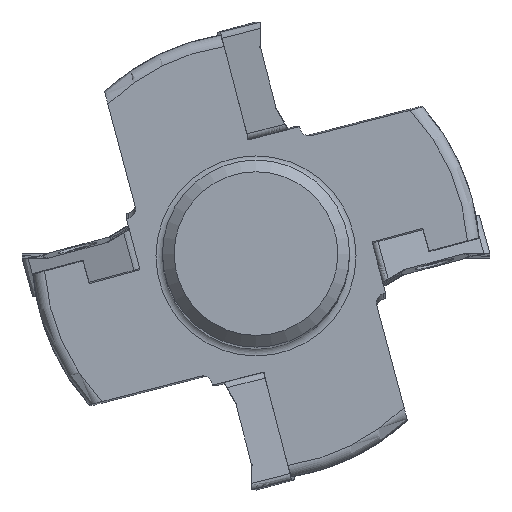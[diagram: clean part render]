
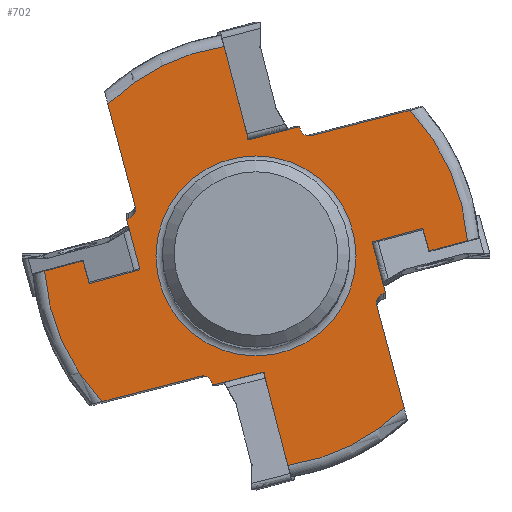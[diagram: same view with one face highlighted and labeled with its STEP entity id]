
A CAD part, top view. The second image highlights one B-rep face of the part: STEP entity #702.
In plain terms, the highlighted planar face has unit normal (0, 0, 1).
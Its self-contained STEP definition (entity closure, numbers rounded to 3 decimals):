
#702=ADVANCED_FACE('TB_SU_5',(#1730,#1731),#966,.T.);
#966=PLANE('',#4668);
#1080=ELLIPSE('',#4661,0.803,0.8);
#1081=ELLIPSE('',#4663,0.803,0.8);
#1082=ELLIPSE('',#4665,0.803,0.8);
#1083=ELLIPSE('',#4667,0.803,0.8);
#1220=LINE('',#6278,#1451);
#1221=LINE('',#6281,#1452);
#1222=LINE('',#6283,#1453);
#1223=LINE('',#6285,#1454);
#1224=LINE('',#6287,#1455);
#1225=LINE('',#6291,#1456);
#1226=LINE('',#6295,#1457);
#1227=LINE('',#6297,#1458);
#1228=LINE('',#6299,#1459);
#1229=LINE('',#6303,#1460);
#1230=LINE('',#6307,#1461);
#1231=LINE('',#6309,#1462);
#1232=LINE('',#6311,#1463);
#1233=LINE('',#6313,#1464);
#1234=LINE('',#6315,#1465);
#1235=LINE('',#6319,#1466);
#1236=LINE('',#6323,#1467);
#1237=LINE('',#6325,#1468);
#1238=LINE('',#6327,#1469);
#1239=LINE('',#6331,#1470);
#1451=VECTOR('',#5113,1.);
#1452=VECTOR('',#5114,1.);
#1453=VECTOR('',#5115,1.);
#1454=VECTOR('',#5116,1.);
#1455=VECTOR('',#5117,1.);
#1456=VECTOR('',#5120,1.);
#1457=VECTOR('',#5123,1.);
#1458=VECTOR('',#5124,1.);
#1459=VECTOR('',#5125,1.);
#1460=VECTOR('',#5128,1.);
#1461=VECTOR('',#5131,1.);
#1462=VECTOR('',#5132,1.);
#1463=VECTOR('',#5133,1.);
#1464=VECTOR('',#5134,1.);
#1465=VECTOR('',#5135,1.);
#1466=VECTOR('',#5138,1.);
#1467=VECTOR('',#5141,1.);
#1468=VECTOR('',#5142,1.);
#1469=VECTOR('',#5143,1.);
#1470=VECTOR('',#5146,1.);
#1730=FACE_BOUND('',#1822,.T.);
#1731=FACE_BOUND('',#1823,.T.);
#1822=EDGE_LOOP('',(#2128));
#1823=EDGE_LOOP('',(#2129,#2130,#2131,#2132,#2133,#2134,#2135,#2136,#2137,
#2138,#2139,#2140,#2141,#2142,#2143,#2144,#2145,#2146,#2147,#2148,#2149,
#2150,#2151,#2152,#2153,#2154,#2155,#2156));
#2128=ORIENTED_EDGE('',*,*,#3832,.T.);
#2129=ORIENTED_EDGE('',*,*,#3833,.F.);
#2130=ORIENTED_EDGE('',*,*,#3834,.T.);
#2131=ORIENTED_EDGE('',*,*,#3835,.T.);
#2132=ORIENTED_EDGE('',*,*,#3836,.T.);
#2133=ORIENTED_EDGE('',*,*,#3837,.T.);
#2134=ORIENTED_EDGE('',*,*,#3838,.T.);
#2135=ORIENTED_EDGE('',*,*,#3839,.F.);
#2136=ORIENTED_EDGE('',*,*,#3840,.F.);
#2137=ORIENTED_EDGE('',*,*,#3841,.F.);
#2138=ORIENTED_EDGE('',*,*,#3842,.F.);
#2139=ORIENTED_EDGE('',*,*,#3843,.F.);
#2140=ORIENTED_EDGE('',*,*,#3844,.T.);
#2141=ORIENTED_EDGE('',*,*,#3845,.F.);
#2142=ORIENTED_EDGE('',*,*,#3846,.F.);
#2143=ORIENTED_EDGE('',*,*,#3847,.F.);
#2144=ORIENTED_EDGE('',*,*,#3848,.T.);
#2145=ORIENTED_EDGE('',*,*,#3849,.T.);
#2146=ORIENTED_EDGE('',*,*,#3850,.T.);
#2147=ORIENTED_EDGE('',*,*,#3851,.T.);
#2148=ORIENTED_EDGE('',*,*,#3852,.T.);
#2149=ORIENTED_EDGE('',*,*,#3853,.F.);
#2150=ORIENTED_EDGE('',*,*,#3854,.F.);
#2151=ORIENTED_EDGE('',*,*,#3855,.F.);
#2152=ORIENTED_EDGE('',*,*,#3856,.F.);
#2153=ORIENTED_EDGE('',*,*,#3857,.F.);
#2154=ORIENTED_EDGE('',*,*,#3858,.T.);
#2155=ORIENTED_EDGE('',*,*,#3859,.F.);
#2156=ORIENTED_EDGE('',*,*,#3860,.F.);
#3408=VERTEX_POINT('',#6277);
#3409=VERTEX_POINT('',#6279);
#3410=VERTEX_POINT('',#6280);
#3411=VERTEX_POINT('',#6282);
#3412=VERTEX_POINT('',#6284);
#3413=VERTEX_POINT('',#6286);
#3414=VERTEX_POINT('',#6288);
#3415=VERTEX_POINT('',#6290);
#3416=VERTEX_POINT('',#6292);
#3417=VERTEX_POINT('',#6294);
#3418=VERTEX_POINT('',#6296);
#3419=VERTEX_POINT('',#6298);
#3420=VERTEX_POINT('',#6300);
#3421=VERTEX_POINT('',#6302);
#3422=VERTEX_POINT('',#6304);
#3423=VERTEX_POINT('',#6306);
#3424=VERTEX_POINT('',#6308);
#3425=VERTEX_POINT('',#6310);
#3426=VERTEX_POINT('',#6312);
#3427=VERTEX_POINT('',#6314);
#3428=VERTEX_POINT('',#6316);
#3429=VERTEX_POINT('',#6318);
#3430=VERTEX_POINT('',#6320);
#3431=VERTEX_POINT('',#6322);
#3432=VERTEX_POINT('',#6324);
#3433=VERTEX_POINT('',#6326);
#3434=VERTEX_POINT('',#6328);
#3435=VERTEX_POINT('',#6330);
#3436=VERTEX_POINT('',#6332);
#3832=EDGE_CURVE('',#3408,#3408,#4472,.T.);
#3833=EDGE_CURVE('',#3409,#3410,#1220,.T.);
#3834=EDGE_CURVE('',#3409,#3411,#1221,.T.);
#3835=EDGE_CURVE('',#3411,#3412,#1222,.T.);
#3836=EDGE_CURVE('',#3412,#3413,#1223,.T.);
#3837=EDGE_CURVE('',#3413,#3414,#1224,.T.);
#3838=EDGE_CURVE('',#3414,#3415,#4473,.T.);
#3839=EDGE_CURVE('',#3416,#3415,#1225,.T.);
#3840=EDGE_CURVE('',#3417,#3416,#1080,.T.);
#3841=EDGE_CURVE('',#3418,#3417,#1226,.T.);
#3842=EDGE_CURVE('',#3419,#3418,#1227,.T.);
#3843=EDGE_CURVE('',#3420,#3419,#1228,.T.);
#3844=EDGE_CURVE('',#3420,#3421,#4474,.T.);
#3845=EDGE_CURVE('',#3422,#3421,#1229,.T.);
#3846=EDGE_CURVE('',#3423,#3422,#1081,.T.);
#3847=EDGE_CURVE('',#3424,#3423,#1230,.T.);
#3848=EDGE_CURVE('',#3424,#3425,#1231,.T.);
#3849=EDGE_CURVE('',#3425,#3426,#1232,.T.);
#3850=EDGE_CURVE('',#3426,#3427,#1233,.T.);
#3851=EDGE_CURVE('',#3427,#3428,#1234,.T.);
#3852=EDGE_CURVE('',#3428,#3429,#4475,.T.);
#3853=EDGE_CURVE('',#3430,#3429,#1235,.T.);
#3854=EDGE_CURVE('',#3431,#3430,#1082,.T.);
#3855=EDGE_CURVE('',#3432,#3431,#1236,.T.);
#3856=EDGE_CURVE('',#3433,#3432,#1237,.T.);
#3857=EDGE_CURVE('',#3434,#3433,#1238,.T.);
#3858=EDGE_CURVE('',#3434,#3435,#4476,.T.);
#3859=EDGE_CURVE('',#3436,#3435,#1239,.T.);
#3860=EDGE_CURVE('',#3410,#3436,#1083,.T.);
#4472=CIRCLE('',#4659,8.55);
#4473=CIRCLE('',#4660,18.119);
#4474=CIRCLE('',#4662,18.119);
#4475=CIRCLE('',#4664,18.119);
#4476=CIRCLE('',#4666,18.119);
#4659=AXIS2_PLACEMENT_3D('',#6276,#5111,#5112);
#4660=AXIS2_PLACEMENT_3D('',#6289,#5118,#5119);
#4661=AXIS2_PLACEMENT_3D('',#6293,#5121,#5122);
#4662=AXIS2_PLACEMENT_3D('',#6301,#5126,#5127);
#4663=AXIS2_PLACEMENT_3D('',#6305,#5129,#5130);
#4664=AXIS2_PLACEMENT_3D('',#6317,#5136,#5137);
#4665=AXIS2_PLACEMENT_3D('',#6321,#5139,#5140);
#4666=AXIS2_PLACEMENT_3D('',#6329,#5144,#5145);
#4667=AXIS2_PLACEMENT_3D('',#6333,#5147,#5148);
#4668=AXIS2_PLACEMENT_3D('',#6334,#5149,#5150);
#5111=DIRECTION('',(0.,0.,-1.));
#5112=DIRECTION('',(1.,0.,0.));
#5113=DIRECTION('',(-0.966,-0.26,0.));
#5114=DIRECTION('',(-0.258,0.966,0.));
#5115=DIRECTION('',(0.966,0.26,0.));
#5116=DIRECTION('',(0.258,-0.966,0.));
#5117=DIRECTION('',(0.966,0.26,0.));
#5118=DIRECTION('',(0.,0.,1.));
#5119=DIRECTION('',(1.,0.,0.));
#5120=DIRECTION('',(0.968,0.249,0.));
#5121=DIRECTION('',(0.,0.,1.));
#5122=DIRECTION('',(1.,-0.009,0.));
#5123=DIRECTION('',(0.251,-0.968,0.));
#5124=DIRECTION('',(0.968,0.249,0.));
#5125=DIRECTION('',(0.251,-0.968,0.));
#5126=DIRECTION('',(0.,0.,1.));
#5127=DIRECTION('',(1.,0.,0.));
#5128=DIRECTION('',(-0.258,0.966,0.));
#5129=DIRECTION('',(0.,0.,1.));
#5130=DIRECTION('',(0.,-1.,0.));
#5131=DIRECTION('',(0.966,0.26,0.));
#5132=DIRECTION('',(0.258,-0.966,0.));
#5133=DIRECTION('',(-0.966,-0.26,0.));
#5134=DIRECTION('',(-0.258,0.966,0.));
#5135=DIRECTION('',(-0.966,-0.26,0.));
#5136=DIRECTION('',(0.,0.,1.));
#5137=DIRECTION('',(1.,0.,0.));
#5138=DIRECTION('',(-0.968,-0.249,0.));
#5139=DIRECTION('',(0.,0.,1.));
#5140=DIRECTION('',(-1.,0.009,0.));
#5141=DIRECTION('',(-0.251,0.968,0.));
#5142=DIRECTION('',(-0.968,-0.249,0.));
#5143=DIRECTION('',(-0.251,0.968,0.));
#5144=DIRECTION('',(0.,0.,1.));
#5145=DIRECTION('',(1.,0.,0.));
#5146=DIRECTION('',(0.258,-0.966,0.));
#5147=DIRECTION('',(0.,0.,1.));
#5148=DIRECTION('',(0.,1.,0.));
#5149=DIRECTION('',(0.,0.,1.));
#5150=DIRECTION('',(1.,0.,0.));
#6276=CARTESIAN_POINT('',(0.,0.,-114.4));
#6277=CARTESIAN_POINT('',(8.55,0.,-114.4));
#6278=CARTESIAN_POINT('',(-16.286,-10.532,-114.4));
#6279=CARTESIAN_POINT('',(11.083,-3.171,-114.4));
#6280=CARTESIAN_POINT('',(10.889,-3.222,-114.4));
#6281=CARTESIAN_POINT('',(8.284,7.315,-114.4));
#6282=CARTESIAN_POINT('',(9.918,1.193,-114.4));
#6283=CARTESIAN_POINT('',(-17.459,-6.171,-114.4));
#6284=CARTESIAN_POINT('',(14.265,2.362,-114.4));
#6285=CARTESIAN_POINT('',(12.633,8.475,-114.4));
#6286=CARTESIAN_POINT('',(14.782,0.423,-114.4));
#6287=CARTESIAN_POINT('',(-16.938,-8.109,-114.4));
#6288=CARTESIAN_POINT('',(18.072,1.307,-114.4));
#6289=CARTESIAN_POINT('',(0.,0.,-114.4));
#6290=CARTESIAN_POINT('',(13.166,12.448,-114.4));
#6291=CARTESIAN_POINT('',(-20.118,3.88,-114.4));
#6292=CARTESIAN_POINT('',(4.753,10.282,-114.4));
#6293=CARTESIAN_POINT('',(4.552,11.056,-114.4));
#6294=CARTESIAN_POINT('',(3.774,10.856,-114.4));
#6295=CARTESIAN_POINT('',(4.969,6.25,-114.4));
#6296=CARTESIAN_POINT('',(3.724,11.05,-114.4));
#6297=CARTESIAN_POINT('',(-20.367,4.848,-114.4));
#6298=CARTESIAN_POINT('',(-0.649,9.924,-114.4));
#6299=CARTESIAN_POINT('',(0.598,5.116,-114.4));
#6300=CARTESIAN_POINT('',(-2.722,17.913,-114.4));
#6301=CARTESIAN_POINT('',(0.,0.,-114.4));
#6302=CARTESIAN_POINT('',(-12.661,12.961,-114.4));
#6303=CARTESIAN_POINT('',(-9.861,2.471,-114.4));
#6304=CARTESIAN_POINT('',(-10.324,4.206,-114.4));
#6305=CARTESIAN_POINT('',(-11.096,3.998,-114.4));
#6306=CARTESIAN_POINT('',(-10.889,3.222,-114.4));
#6307=CARTESIAN_POINT('',(-19.372,0.941,-114.4));
#6308=CARTESIAN_POINT('',(-11.083,3.171,-114.4));
#6309=CARTESIAN_POINT('',(-10.827,2.213,-114.4));
#6310=CARTESIAN_POINT('',(-9.918,-1.193,-114.4));
#6311=CARTESIAN_POINT('',(-18.199,-3.42,-114.4));
#6312=CARTESIAN_POINT('',(-14.265,-2.362,-114.4));
#6313=CARTESIAN_POINT('',(-15.176,1.052,-114.4));
#6314=CARTESIAN_POINT('',(-14.782,-0.423,-114.4));
#6315=CARTESIAN_POINT('',(-18.72,-1.482,-114.4));
#6316=CARTESIAN_POINT('',(-18.072,-1.307,-114.4));
#6317=CARTESIAN_POINT('',(0.,0.,-114.4));
#6318=CARTESIAN_POINT('',(-13.166,-12.448,-114.4));
#6319=CARTESIAN_POINT('',(-15.744,-13.111,-114.4));
#6320=CARTESIAN_POINT('',(-4.753,-10.282,-114.4));
#6321=CARTESIAN_POINT('',(-4.552,-11.056,-114.4));
#6322=CARTESIAN_POINT('',(-3.774,-10.856,-114.4));
#6323=CARTESIAN_POINT('',(-7.381,3.045,-114.4));
#6324=CARTESIAN_POINT('',(-3.724,-11.05,-114.4));
#6325=CARTESIAN_POINT('',(-15.495,-14.08,-114.4));
#6326=CARTESIAN_POINT('',(0.649,-9.924,-114.4));
#6327=CARTESIAN_POINT('',(-3.01,4.18,-114.4));
#6328=CARTESIAN_POINT('',(2.722,-17.913,-114.4));
#6329=CARTESIAN_POINT('',(0.,0.,-114.4));
#6330=CARTESIAN_POINT('',(12.661,-12.961,-114.4));
#6331=CARTESIAN_POINT('',(7.317,7.057,-114.4));
#6332=CARTESIAN_POINT('',(10.324,-4.206,-114.4));
#6333=CARTESIAN_POINT('',(11.096,-3.998,-114.4));
#6334=CARTESIAN_POINT('',(-19.119,0.,-114.4));
